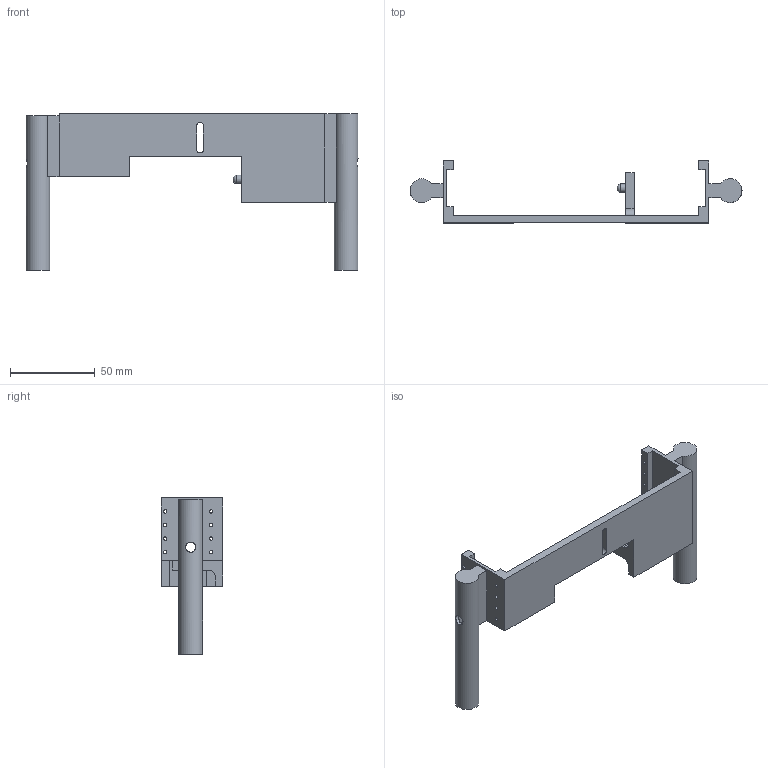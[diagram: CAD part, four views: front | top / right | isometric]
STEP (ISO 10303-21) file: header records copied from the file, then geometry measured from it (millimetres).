
FILE_DESCRIPTION(/* description */ (''),/* implementation_level */ '2;1');
FILE_NAME(/* name */ 'Motor case v10 v26.step',/* time_stamp */ '2020-09-20T18:16:52-04:00',/* author */ (''),/* organization */ (''),/* preprocessor_version */ 'ST-DEVELOPER v18.1',/* originating_system */ 'Autodesk Translation Framework v9.3.0.1241',/* authorisation */ '');
FILE_SCHEMA (('AUTOMOTIVE_DESIGN { 1 0 10303 214 3 1 1 }'));
Length unit declared in the file: millimetre
Products named in the file (1): Motor case v10
Bounding box: 195.5 x 36.5 x 92 mm (x, y, z)
Volume: 53403.3 mm3; surface area: 35875.8 mm2
Topology: 1 solids, 1 shells, 69 faces, 201 edges, 135 vertices
Faces by surface type: plane 39, cylinder 29, bspline 1
Full cylindrical faces by diameter (mm): 2 x16, 5 x1, 6 x4, 10 x2, 14 x2
Entity records: 2616 total; most frequent: CARTESIAN_POINT 637, ORIENTED_EDGE 402, DIRECTION 385, EDGE_CURVE 201, VERTEX_POINT 135, LINE 129, VECTOR 129, AXIS2_PLACEMENT_3D 128
